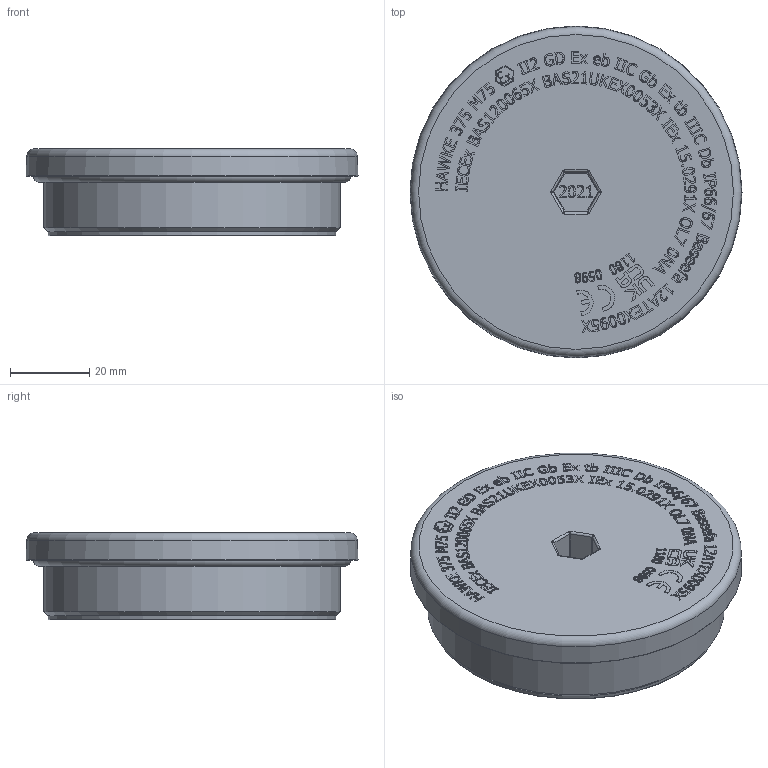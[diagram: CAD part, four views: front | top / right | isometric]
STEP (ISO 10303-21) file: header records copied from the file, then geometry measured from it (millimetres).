
FILE_DESCRIPTION(/* description */ (''),/* implementation_level */ '2;1');
FILE_NAME(/* name */ '520880_M75.stp',/* time_stamp */ '2023-07-26T21:58:09+05:00',/* author */ ('vinaykumark'),/* organization */ (''),/* preprocessor_version */ 'ST-DEVELOPER v18',/* originating_system */ 'Autodesk Inventor 2020',/* authorisation */ '');
FILE_SCHEMA (('AUTOMOTIVE_DESIGN { 1 0 10303 214 3 1 1 }'));
Length unit declared in the file: millimetre
Products named in the file (1): Part1
Bounding box: 83.99 x 83.99 x 22.1 mm (x, y, z)
Volume: 104161.7 mm3; surface area: 19250.4 mm2
Topology: 2 solids, 2 shells, 2051 faces, 5595 edges, 3723 vertices
Faces by surface type: plane 1141, bspline 865, cylinder 30, sphere 6, torus 6, cone 3
Full cylindrical faces by diameter (mm): 75 x1
Entity records: 71005 total; most frequent: CARTESIAN_POINT 22813, ORIENTED_EDGE 11190, DIRECTION 6350, EDGE_CURVE 5595, LINE 3778, VECTOR 3778, VERTEX_POINT 3723, EDGE_LOOP 2228
